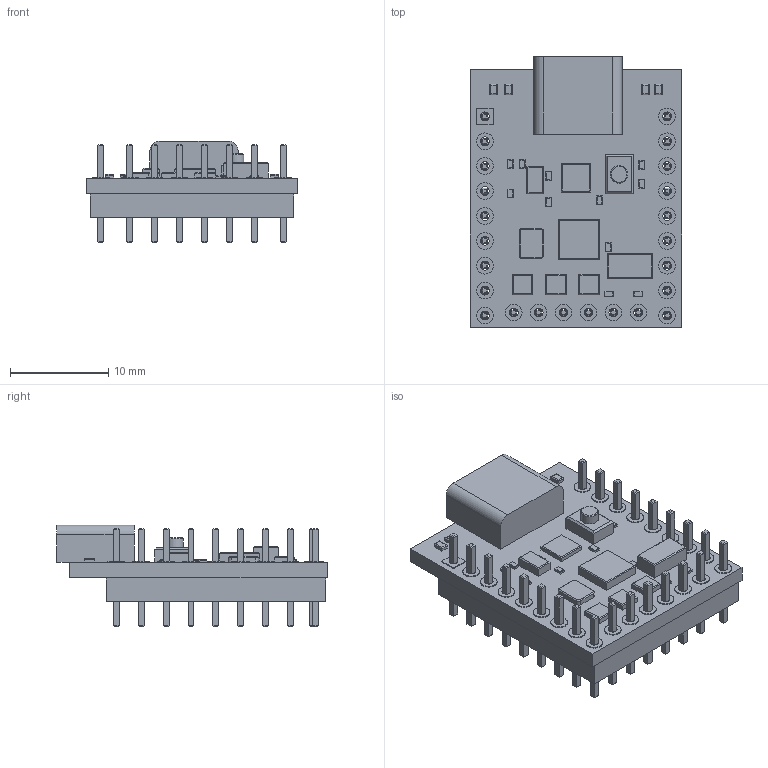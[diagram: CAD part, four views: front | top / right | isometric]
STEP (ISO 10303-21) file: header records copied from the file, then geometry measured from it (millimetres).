
FILE_DESCRIPTION(('FreeCAD Model'),'2;1');
FILE_NAME('Open CASCADE Shape Model','2025-01-16T00:04:34',(''),(''), 'Open CASCADE STEP processor 7.8','FreeCAD','Unknown');
FILE_SCHEMA(('AUTOMOTIVE_DESIGN { 1 0 10303 214 1 1 1 1 }'));
Length unit declared in the file: millimetre
Products named in the file (3): Arduino_Nano_SuperMicro; PCB; Pins
Assembly tree (2 placements, depth 2):
  Arduino_Nano_SuperMicro
    PCB
    Pins
Bounding box: 21.6 x 27.6 x 10.4 mm (x, y, z)
Volume: 1614.8 mm3; surface area: 2690.8 mm2
Topology: 25 solids, 25 shells, 661 faces, 1388 edges, 827 vertices
Faces by surface type: plane 586, cylinder 70, cone 5
Full cylindrical faces by diameter (mm): 0.9 x24, 1.7 x23, 1.8 x1
Entity records: 17314 total; most frequent: CARTESIAN_POINT 2879, DIRECTION 2845, ORIENTED_EDGE 2776, EDGE_CURVE 1388, LINE 1259, VECTOR 1259, VERTEX_POINT 827, AXIS2_PLACEMENT_3D 793
